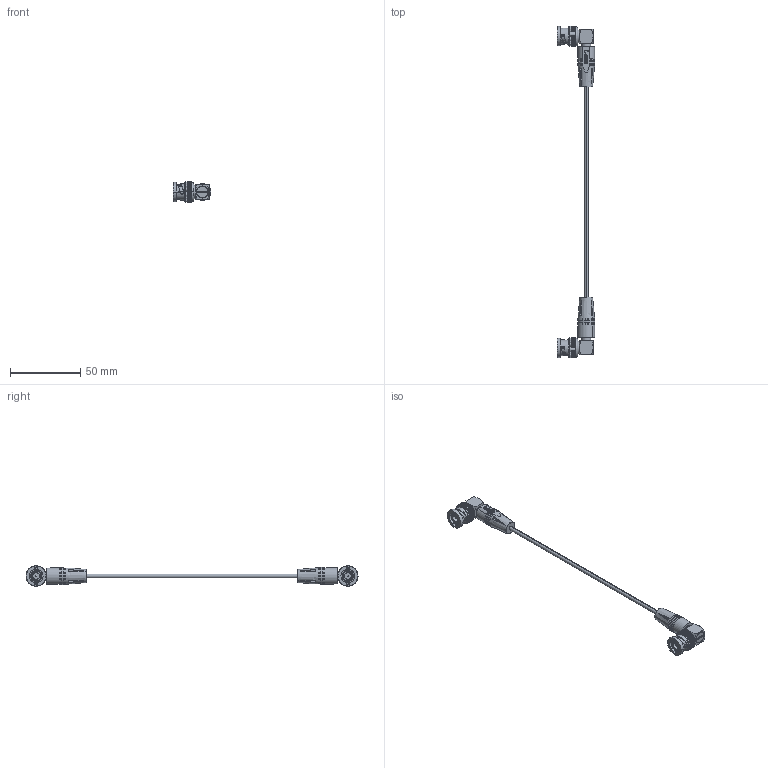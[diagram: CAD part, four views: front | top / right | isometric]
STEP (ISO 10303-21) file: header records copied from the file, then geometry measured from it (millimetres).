
FILE_DESCRIPTION (( 'STEP AP203' ), '1' );
FILE_NAME ('CC174-05HR2.STEP', '2006-06-30T19:57:05', ( ' ' ), ( ' ' ), 'SwSTEP 2.0', 'SolidWorks 2005354', '' );
FILE_SCHEMA (( 'CONFIG_CONTROL_DESIGN' ));
Length unit declared in the file: inch
Products named in the file (5): CONN-112178_with flange; MTN-019; 3AB03-005; CC174-05HR2; RG174U
Assembly tree (5 placements, depth 3):
  CC174-05HR2
    3AB03-005  x2
      CONN-112178_with flange
      MTN-019
    RG174U
Bounding box: 26.99 x 236.58 x 14.48 mm (x, y, z)
Volume: 11147 mm3; surface area: 9638.1 mm2
Topology: 5 solids, 5 shells, 1096 faces, 2992 edges, 1942 vertices
Faces by surface type: plane 492, cylinder 400, bspline 102, torus 74, sphere 16, cone 12
Entity records: 23199 total; most frequent: CARTESIAN_POINT 8891, ORIENTED_EDGE 2982, DIRECTION 2778, EDGE_CURVE 1491, AXIS2_PLACEMENT_3D 972, VERTEX_POINT 969, VECTOR 834, LINE 834
